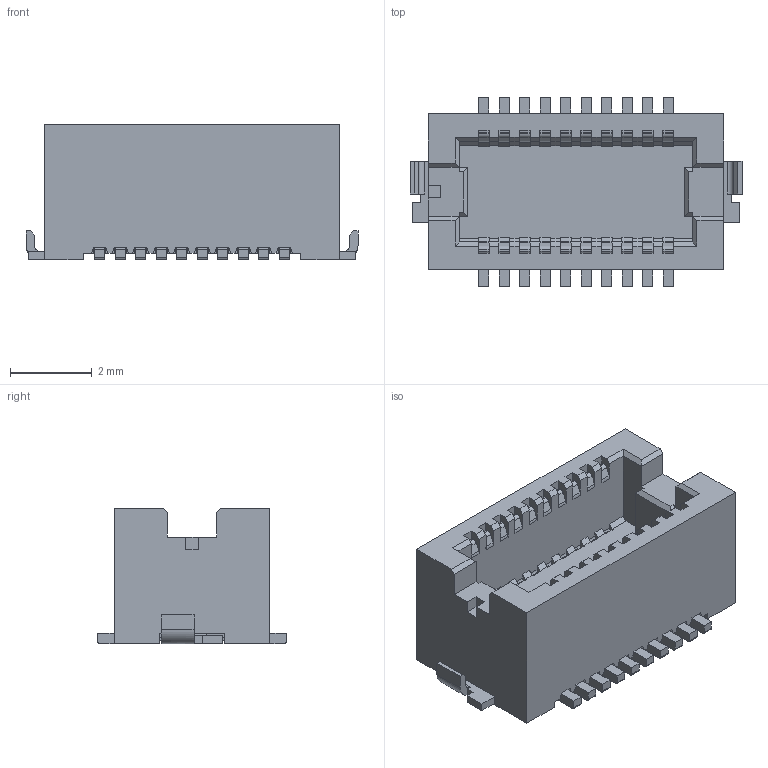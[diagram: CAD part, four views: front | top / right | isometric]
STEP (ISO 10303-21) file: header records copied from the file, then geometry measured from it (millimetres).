
FILE_DESCRIPTION(('Creo Elements/Direct Modeling STEP Export'),'2;1');
FILE_NAME('DF12NB(4.0)-20DP.stp','2020-09-25T16:24:10',(''),(''),'Creo Elements/Direct Modeling STEP processor for AP214 (Solid Model)','Creo Elements/Direct Modeling 19.0F 14-Feb-2017 (C) Parametric Technology GmbH','');
FILE_SCHEMA(('AUTOMOTIVE_DESIGN { 1 0 10303 214 1 1 1 1 }'));
Length unit declared in the file: millimetre
Products named in the file (2): DF12NB_4_0_-20DP
Assembly tree (1 placements, depth 2):
  DF12NB_4_0_-20DP
    DF12NB_4_0_-20DP
Bounding box: 8.1 x 4.6 x 3.3 mm (x, y, z)
Volume: 58.6 mm3; surface area: 220.1 mm2
Topology: 1 solids, 1 shells, 972 faces, 2796 edges, 1828 vertices
Faces by surface type: plane 824, cylinder 148
Entity records: 31359 total; most frequent: CARTESIAN_POINT 5598, ORIENTED_EDGE 5592, DIRECTION 5042, EDGE_CURVE 2796, VECTOR 2498, LINE 2498, VERTEX_POINT 1828, AXIS2_PLACEMENT_3D 1272
